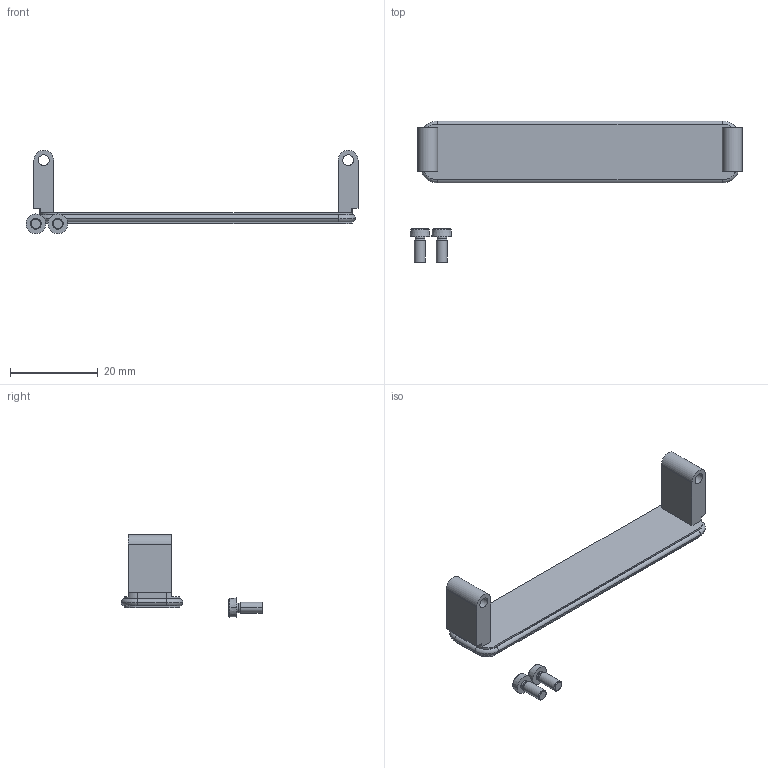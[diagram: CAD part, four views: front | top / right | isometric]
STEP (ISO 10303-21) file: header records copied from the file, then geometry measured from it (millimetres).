
FILE_DESCRIPTION(('CoCreate Modeling STEP Export'),'2;1');
FILE_NAME('21M271.stp','2011-04-05T13:53:25',(''),(''),'CoCreate Modeling STEP processor for AP214 (Solid Model)','CoCreate Modeling 16.00D 29-May-2009 (C) Parametric Technology GmbH','');
FILE_SCHEMA(('AUTOMOTIVE_DESIGN { 1 0 10303 214 1 1 1 1 }'));
Length unit declared in the file: millimetre
Products named in the file (4): 21M570_O-Ring_DCH000016518; 21M270_Frontplatte_DCH000016520; 5325-06_Zylinderschraube_DCH000001699; 21M271_Frontplatte_Mezzanine_mit_EMV_Dichtung_DCH000016521
Assembly tree (4 placements, depth 2):
  21M271_Frontplatte_Mezzanine_mit_EMV_Dichtung_DCH000016521
    5325-06_Zylinderschraube_DCH000001699  x2
    21M270_Frontplatte_DCH000016520
    21M570_O-Ring_DCH000016518
Bounding box: 75.8 x 32.39 x 19 mm (x, y, z)
Volume: 3588.7 mm3; surface area: 4373.6 mm2
Topology: 4 solids, 4 shells, 154 faces, 342 edges, 200 vertices
Faces by surface type: plane 84, cylinder 38, torus 20, cone 12
Entity records: 2889 total; most frequent: ORIENTED_EDGE 516, CARTESIAN_POINT 446, DIRECTION 440, EDGE_CURVE 258, VERTEX_POINT 155, AXIS2_PLACEMENT_3D 152, VECTOR 136, LINE 136
